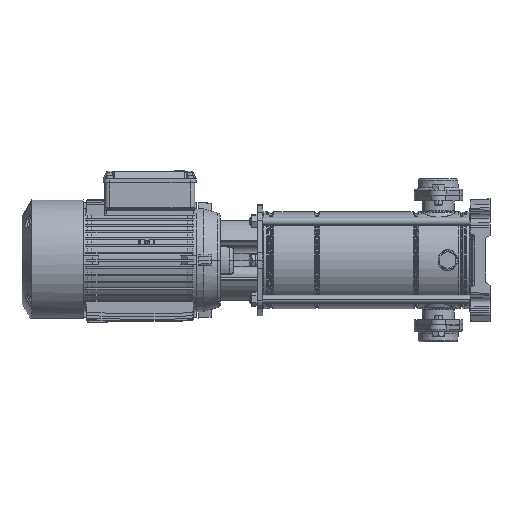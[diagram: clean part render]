
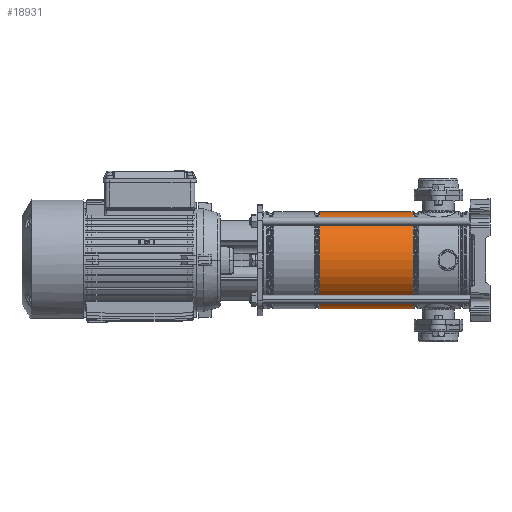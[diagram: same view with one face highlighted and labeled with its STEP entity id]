
A CAD part, left-side view. The second image highlights one B-rep face of the part: STEP entity #18931.
In plain terms, the highlighted cylindrical face has radius 74.9 mm (diameter 149.8 mm), a partial arc.
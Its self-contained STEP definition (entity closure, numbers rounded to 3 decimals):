
#2472 = EDGE_CURVE ( 'NONE', #66798, #22572, #3649, .T. ) ;
#3649 = LINE ( 'NONE', #25912, #54504 ) ;
#5173 = AXIS2_PLACEMENT_3D ( 'NONE', #12095, #17575, #67839 ) ;
#5239 = CARTESIAN_POINT ( 'NONE',  ( 74.9, 0., 86.779 ) ) ;
#5355 = ORIENTED_EDGE ( 'NONE', *, *, #65096, .T. ) ;
#8538 = VERTEX_POINT ( 'NONE', #5239 ) ;
#12095 = CARTESIAN_POINT ( 'NONE',  ( 0., 0., 0. ) ) ;
#16254 = DIRECTION ( 'NONE',  ( 1., 0., 0. ) ) ;
#16584 = CIRCLE ( 'NONE', #57299, 74.9 ) ;
#16622 = CARTESIAN_POINT ( 'NONE',  ( 0., 0., 86.779 ) ) ;
#17575 = DIRECTION ( 'NONE',  ( 0., 0., -1. ) ) ;
#18931 = ADVANCED_FACE ( 'NONE', ( #32178 ), #40530, .T. ) ;
#19413 = VERTEX_POINT ( 'NONE', #46620 ) ;
#19987 = DIRECTION ( 'NONE',  ( 1., 0., 0. ) ) ;
#20259 = EDGE_CURVE ( 'NONE', #19413, #8538, #49223, .T. ) ;
#22572 = VERTEX_POINT ( 'NONE', #24929 ) ;
#24929 = CARTESIAN_POINT ( 'NONE',  ( -74.9, 0., 86.779 ) ) ;
#25091 = DIRECTION ( 'NONE',  ( 0., 0., -1. ) ) ;
#25912 = CARTESIAN_POINT ( 'NONE',  ( -74.9, 0., 0. ) ) ;
#32178 = FACE_OUTER_BOUND ( 'NONE', #35346, .T. ) ;
#33177 = CARTESIAN_POINT ( 'NONE',  ( 74.9, 0., 0. ) ) ;
#35346 = EDGE_LOOP ( 'NONE', ( #45345, #71608, #5355, #51191 ) ) ;
#39022 = DIRECTION ( 'NONE',  ( 0., 0., -1. ) ) ;
#39829 = CIRCLE ( 'NONE', #49119, 74.9 ) ;
#40530 = CYLINDRICAL_SURFACE ( 'NONE', #5173, 74.9 ) ;
#43623 = EDGE_CURVE ( 'NONE', #66798, #19413, #16584, .T. ) ;
#45345 = ORIENTED_EDGE ( 'NONE', *, *, #43623, .T. ) ;
#46620 = CARTESIAN_POINT ( 'NONE',  ( 74.9, 0., 231.221 ) ) ;
#49119 = AXIS2_PLACEMENT_3D ( 'NONE', #16622, #66879, #16254 ) ;
#49223 = LINE ( 'NONE', #33177, #49617 ) ;
#49617 = VECTOR ( 'NONE', #39022, 1000. ) ;
#51191 = ORIENTED_EDGE ( 'NONE', *, *, #2472, .F. ) ;
#54504 = VECTOR ( 'NONE', #70359, 1000. ) ;
#57299 = AXIS2_PLACEMENT_3D ( 'NONE', #63342, #25091, #19987 ) ;
#62766 = CARTESIAN_POINT ( 'NONE',  ( -74.9, 0., 231.221 ) ) ;
#63342 = CARTESIAN_POINT ( 'NONE',  ( 0., 0., 231.221 ) ) ;
#65096 = EDGE_CURVE ( 'NONE', #8538, #22572, #39829, .T. ) ;
#66798 = VERTEX_POINT ( 'NONE', #62766 ) ;
#66879 = DIRECTION ( 'NONE',  ( 0., 0., 1. ) ) ;
#67839 = DIRECTION ( 'NONE',  ( -1., 0., 0. ) ) ;
#70359 = DIRECTION ( 'NONE',  ( 0., 0., -1. ) ) ;
#71608 = ORIENTED_EDGE ( 'NONE', *, *, #20259, .T. ) ;
